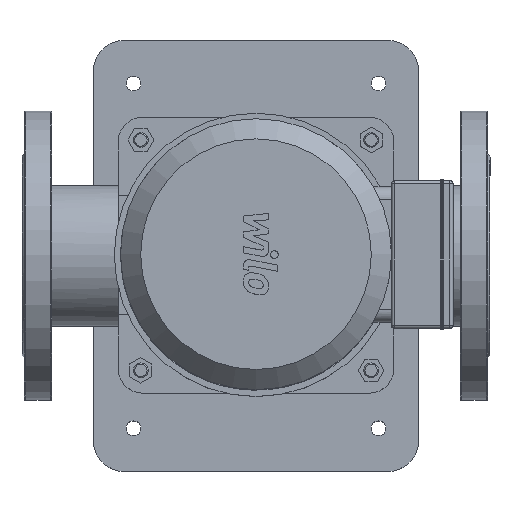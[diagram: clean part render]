
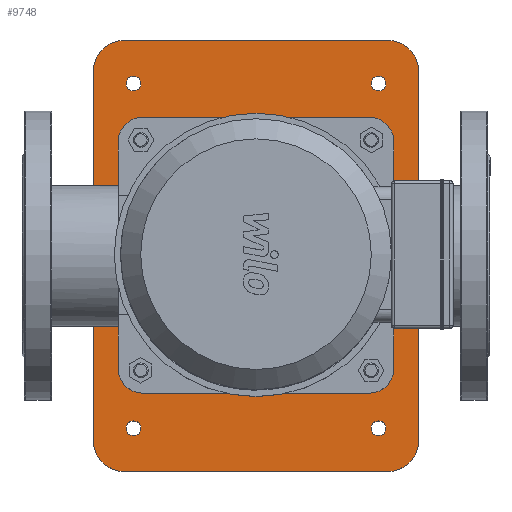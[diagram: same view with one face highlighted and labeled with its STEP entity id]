
A CAD part, top view. The second image highlights one B-rep face of the part: STEP entity #9748.
In plain terms, the highlighted planar face has unit normal (0, 0, 1).
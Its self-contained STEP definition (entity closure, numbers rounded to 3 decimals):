
#888=LINE('',#16628,#1749);
#895=LINE('',#16642,#1756);
#896=LINE('',#16646,#1757);
#897=LINE('',#16650,#1758);
#1749=VECTOR('',#13080,214.);
#1756=VECTOR('',#13089,300.);
#1757=VECTOR('',#13092,214.);
#1758=VECTOR('',#13095,300.);
#2178=PLANE('',#10648);
#2370=FACE_BOUND('',#3545,.T.);
#2371=FACE_BOUND('',#3546,.T.);
#2372=FACE_BOUND('',#3547,.T.);
#2373=FACE_BOUND('',#3548,.T.);
#2870=FACE_OUTER_BOUND('',#3544,.T.);
#3544=EDGE_LOOP('',(#8672,#8673,#8674,#8675,#8676,#8677,#8678,#8679));
#3545=EDGE_LOOP('',(#8680));
#3546=EDGE_LOOP('',(#8681));
#3547=EDGE_LOOP('',(#8682));
#3548=EDGE_LOOP('',(#8683));
#4024=CIRCLE('',#10646,25.);
#4025=CIRCLE('',#10649,25.);
#4026=CIRCLE('',#10650,25.);
#4027=CIRCLE('',#10651,25.);
#4028=CIRCLE('',#10652,6.);
#4029=CIRCLE('',#10653,6.);
#4030=CIRCLE('',#10654,6.);
#4031=CIRCLE('',#10655,6.);
#4862=VERTEX_POINT('',#16621);
#4863=VERTEX_POINT('',#16623);
#4864=VERTEX_POINT('',#16627);
#4870=VERTEX_POINT('',#16641);
#4871=VERTEX_POINT('',#16643);
#4872=VERTEX_POINT('',#16645);
#4873=VERTEX_POINT('',#16647);
#4874=VERTEX_POINT('',#16649);
#4875=VERTEX_POINT('',#16652);
#4876=VERTEX_POINT('',#16654);
#4877=VERTEX_POINT('',#16656);
#4878=VERTEX_POINT('',#16658);
#6160=EDGE_CURVE('',#4862,#4863,#4024,.T.);
#6162=EDGE_CURVE('',#4864,#4863,#888,.T.);
#6169=EDGE_CURVE('',#4862,#4870,#895,.T.);
#6170=EDGE_CURVE('',#4871,#4870,#4025,.T.);
#6171=EDGE_CURVE('',#4871,#4872,#896,.T.);
#6172=EDGE_CURVE('',#4873,#4872,#4026,.T.);
#6173=EDGE_CURVE('',#4873,#4874,#897,.T.);
#6174=EDGE_CURVE('',#4864,#4874,#4027,.T.);
#6175=EDGE_CURVE('',#4875,#4875,#4028,.T.);
#6176=EDGE_CURVE('',#4876,#4876,#4029,.T.);
#6177=EDGE_CURVE('',#4877,#4877,#4030,.T.);
#6178=EDGE_CURVE('',#4878,#4878,#4031,.T.);
#8672=ORIENTED_EDGE('',*,*,#6160,.F.);
#8673=ORIENTED_EDGE('',*,*,#6169,.T.);
#8674=ORIENTED_EDGE('',*,*,#6170,.F.);
#8675=ORIENTED_EDGE('',*,*,#6171,.T.);
#8676=ORIENTED_EDGE('',*,*,#6172,.F.);
#8677=ORIENTED_EDGE('',*,*,#6173,.T.);
#8678=ORIENTED_EDGE('',*,*,#6174,.F.);
#8679=ORIENTED_EDGE('',*,*,#6162,.T.);
#8680=ORIENTED_EDGE('',*,*,#6175,.T.);
#8681=ORIENTED_EDGE('',*,*,#6176,.T.);
#8682=ORIENTED_EDGE('',*,*,#6177,.T.);
#8683=ORIENTED_EDGE('',*,*,#6178,.T.);
#9748=ADVANCED_FACE('',(#2870,#2370,#2371,#2372,#2373),#2178,.F.);
#10646=AXIS2_PLACEMENT_3D('',#16624,#13075,#13076);
#10648=AXIS2_PLACEMENT_3D('',#16640,#13087,#13088);
#10649=AXIS2_PLACEMENT_3D('',#16644,#13090,#13091);
#10650=AXIS2_PLACEMENT_3D('',#16648,#13093,#13094);
#10651=AXIS2_PLACEMENT_3D('',#16651,#13096,#13097);
#10652=AXIS2_PLACEMENT_3D('',#16653,#13098,#13099);
#10653=AXIS2_PLACEMENT_3D('',#16655,#13100,#13101);
#10654=AXIS2_PLACEMENT_3D('',#16657,#13102,#13103);
#10655=AXIS2_PLACEMENT_3D('',#16659,#13104,#13105);
#13075=DIRECTION('center_axis',(0.,0.,
-1.));
#13076=DIRECTION('ref_axis',(-0.707,0.707,0.));
#13080=DIRECTION('',(-1.,0.,0.));
#13087=DIRECTION('center_axis',(0.,0.,
-1.));
#13088=DIRECTION('ref_axis',(0.,1.,0.));
#13089=DIRECTION('',(0.,-1.,0.));
#13090=DIRECTION('center_axis',(0.,0.,
-1.));
#13091=DIRECTION('ref_axis',(-0.707,-0.707,0.));
#13092=DIRECTION('',(1.,0.,0.));
#13093=DIRECTION('center_axis',(0.,0.,
-1.));
#13094=DIRECTION('ref_axis',(0.707,-0.707,0.));
#13095=DIRECTION('',(0.,1.,0.));
#13096=DIRECTION('center_axis',(0.,0.,
-1.));
#13097=DIRECTION('ref_axis',(0.707,0.707,0.));
#13098=DIRECTION('center_axis',(0.,0.,
-1.));
#13099=DIRECTION('ref_axis',(0.,-1.,0.));
#13100=DIRECTION('center_axis',(0.,0.,
-1.));
#13101=DIRECTION('ref_axis',(0.,-1.,0.));
#13102=DIRECTION('center_axis',(0.,0.,
-1.));
#13103=DIRECTION('ref_axis',(0.,-1.,0.));
#13104=DIRECTION('center_axis',(0.,0.,
-1.));
#13105=DIRECTION('ref_axis',(0.,-1.,0.));
#16621=CARTESIAN_POINT('',(-132.,150.,45.));
#16623=CARTESIAN_POINT('',(-107.,175.,45.));
#16624=CARTESIAN_POINT('Origin',(-107.,150.,45.));
#16627=CARTESIAN_POINT('',(107.,175.,45.));
#16628=CARTESIAN_POINT('',(132.,175.,45.));
#16640=CARTESIAN_POINT('Origin',(0.,0.,
45.));
#16641=CARTESIAN_POINT('',(-132.,-150.,45.));
#16642=CARTESIAN_POINT('',(-132.,175.,45.));
#16643=CARTESIAN_POINT('',(-107.,-175.,45.));
#16644=CARTESIAN_POINT('Origin',(-107.,-150.,45.));
#16645=CARTESIAN_POINT('',(107.,-175.,45.));
#16646=CARTESIAN_POINT('',(-132.,-175.,45.));
#16647=CARTESIAN_POINT('',(132.,-150.,45.));
#16648=CARTESIAN_POINT('Origin',(107.,-150.,45.));
#16649=CARTESIAN_POINT('',(132.,150.,45.));
#16650=CARTESIAN_POINT('',(132.,-175.,45.));
#16651=CARTESIAN_POINT('Origin',(107.,150.,45.));
#16652=CARTESIAN_POINT('',(99.5,-134.,45.));
#16653=CARTESIAN_POINT('Origin',(99.5,-140.,45.));
#16654=CARTESIAN_POINT('',(99.5,146.,45.));
#16655=CARTESIAN_POINT('Origin',(99.5,140.,45.));
#16656=CARTESIAN_POINT('',(-99.5,-134.,45.));
#16657=CARTESIAN_POINT('Origin',(-99.5,-140.,45.));
#16658=CARTESIAN_POINT('',(-99.5,146.,45.));
#16659=CARTESIAN_POINT('Origin',(-99.5,140.,45.));
